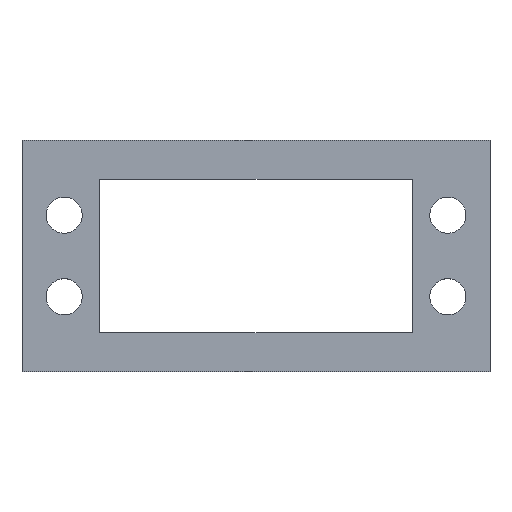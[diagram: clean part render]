
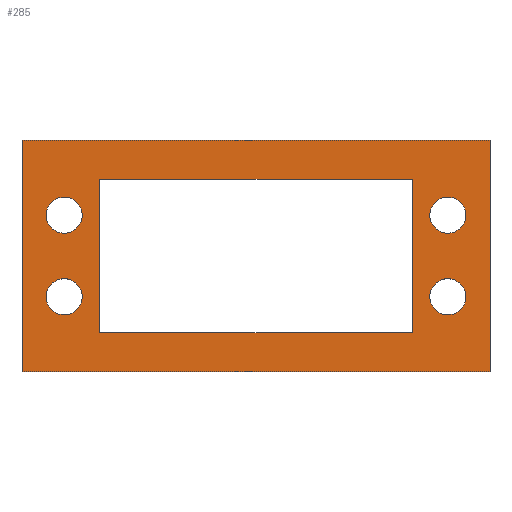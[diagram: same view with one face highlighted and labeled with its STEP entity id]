
A CAD part, top view. The second image highlights one B-rep face of the part: STEP entity #285.
In plain terms, the highlighted planar face has unit normal (0, 0, 1).
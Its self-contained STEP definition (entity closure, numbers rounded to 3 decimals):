
#15=FACE_BOUND('',#62,.T.);
#16=FACE_BOUND('',#63,.T.);
#17=FACE_BOUND('',#64,.T.);
#18=FACE_BOUND('',#65,.T.);
#19=FACE_BOUND('',#66,.T.);
#33=PLANE('',#321);
#47=FACE_OUTER_BOUND('',#61,.T.);
#61=EDGE_LOOP('',(#245,#246,#247,#248));
#62=EDGE_LOOP('',(#249,#250,#251,#252));
#63=EDGE_LOOP('',(#253));
#64=EDGE_LOOP('',(#254));
#65=EDGE_LOOP('',(#255));
#66=EDGE_LOOP('',(#256));
#79=LINE('',#429,#107);
#82=LINE('',#435,#110);
#85=LINE('',#441,#113);
#88=LINE('',#445,#116);
#91=LINE('',#453,#119);
#94=LINE('',#459,#122);
#97=LINE('',#465,#125);
#100=LINE('',#469,#128);
#107=VECTOR('',#357,10.);
#110=VECTOR('',#362,10.);
#113=VECTOR('',#367,10.);
#116=VECTOR('',#372,10.);
#119=VECTOR('',#377,10.);
#122=VECTOR('',#382,10.);
#125=VECTOR('',#387,10.);
#128=VECTOR('',#392,10.);
#129=CIRCLE('',#302,2.325);
#131=CIRCLE('',#305,2.325);
#133=CIRCLE('',#308,2.325);
#135=CIRCLE('',#311,2.325);
#137=VERTEX_POINT('',#399);
#139=VERTEX_POINT('',#405);
#141=VERTEX_POINT('',#411);
#143=VERTEX_POINT('',#417);
#147=VERTEX_POINT('',#426);
#148=VERTEX_POINT('',#428);
#150=VERTEX_POINT('',#434);
#152=VERTEX_POINT('',#440);
#155=VERTEX_POINT('',#450);
#156=VERTEX_POINT('',#452);
#158=VERTEX_POINT('',#458);
#160=VERTEX_POINT('',#464);
#161=EDGE_CURVE('',#137,#137,#129,.T.);
#164=EDGE_CURVE('',#139,#139,#131,.T.);
#167=EDGE_CURVE('',#141,#141,#133,.T.);
#170=EDGE_CURVE('',#143,#143,#135,.T.);
#175=EDGE_CURVE('',#148,#147,#79,.T.);
#178=EDGE_CURVE('',#150,#148,#82,.T.);
#181=EDGE_CURVE('',#152,#150,#85,.T.);
#184=EDGE_CURVE('',#147,#152,#88,.T.);
#187=EDGE_CURVE('',#156,#155,#91,.T.);
#190=EDGE_CURVE('',#158,#156,#94,.T.);
#193=EDGE_CURVE('',#160,#158,#97,.T.);
#196=EDGE_CURVE('',#155,#160,#100,.T.);
#245=ORIENTED_EDGE('',*,*,#196,.T.);
#246=ORIENTED_EDGE('',*,*,#193,.T.);
#247=ORIENTED_EDGE('',*,*,#190,.T.);
#248=ORIENTED_EDGE('',*,*,#187,.T.);
#249=ORIENTED_EDGE('',*,*,#184,.T.);
#250=ORIENTED_EDGE('',*,*,#181,.T.);
#251=ORIENTED_EDGE('',*,*,#178,.T.);
#252=ORIENTED_EDGE('',*,*,#175,.T.);
#253=ORIENTED_EDGE('',*,*,#170,.T.);
#254=ORIENTED_EDGE('',*,*,#167,.T.);
#255=ORIENTED_EDGE('',*,*,#164,.T.);
#256=ORIENTED_EDGE('',*,*,#161,.T.);
#285=ADVANCED_FACE('',(#47,#15,#16,#17,#18,#19),#33,.T.);
#302=AXIS2_PLACEMENT_3D('',#400,#327,#328);
#305=AXIS2_PLACEMENT_3D('',#406,#334,#335);
#308=AXIS2_PLACEMENT_3D('',#412,#341,#342);
#311=AXIS2_PLACEMENT_3D('',#418,#348,#349);
#321=AXIS2_PLACEMENT_3D('',#470,#393,#394);
#327=DIRECTION('center_axis',(0.,0.,-1.));
#328=DIRECTION('ref_axis',(1.,0.,0.));
#334=DIRECTION('center_axis',(0.,0.,-1.));
#335=DIRECTION('ref_axis',(1.,0.,0.));
#341=DIRECTION('center_axis',(0.,0.,-1.));
#342=DIRECTION('ref_axis',(1.,0.,0.));
#348=DIRECTION('center_axis',(0.,0.,-1.));
#349=DIRECTION('ref_axis',(1.,0.,0.));
#357=DIRECTION('',(0.,-1.,0.));
#362=DIRECTION('',(1.,0.,0.));
#367=DIRECTION('',(0.,1.,0.));
#372=DIRECTION('',(-1.,0.,0.));
#377=DIRECTION('',(0.,-1.,0.));
#382=DIRECTION('',(-1.,0.,0.));
#387=DIRECTION('',(0.,1.,0.));
#392=DIRECTION('',(1.,0.,0.));
#393=DIRECTION('center_axis',(0.,0.,1.));
#394=DIRECTION('ref_axis',(1.,0.,0.));
#399=CARTESIAN_POINT('',(52.5,9.625,3.));
#400=CARTESIAN_POINT('Origin',(54.825,9.625,3.));
#405=CARTESIAN_POINT('',(52.5,20.125,3.));
#406=CARTESIAN_POINT('Origin',(54.825,20.125,3.));
#411=CARTESIAN_POINT('',(3.1,9.625,3.));
#412=CARTESIAN_POINT('Origin',(5.425,9.625,3.));
#417=CARTESIAN_POINT('',(3.1,20.125,3.));
#418=CARTESIAN_POINT('Origin',(5.425,20.125,3.));
#426=CARTESIAN_POINT('',(50.25,5.,3.));
#428=CARTESIAN_POINT('',(50.25,24.75,3.));
#429=CARTESIAN_POINT('',(50.25,24.75,3.));
#434=CARTESIAN_POINT('',(10.,24.75,3.));
#435=CARTESIAN_POINT('',(10.,24.75,3.));
#440=CARTESIAN_POINT('',(10.,5.,3.));
#441=CARTESIAN_POINT('',(10.,5.,3.));
#445=CARTESIAN_POINT('',(50.25,5.,3.));
#450=CARTESIAN_POINT('',(0.,0.,3.));
#452=CARTESIAN_POINT('',(0.,29.75,3.));
#453=CARTESIAN_POINT('',(0.,0.,3.));
#458=CARTESIAN_POINT('',(60.25,29.75,3.));
#459=CARTESIAN_POINT('',(0.,29.75,3.));
#464=CARTESIAN_POINT('',(60.25,0.,3.));
#465=CARTESIAN_POINT('',(60.25,29.75,3.));
#469=CARTESIAN_POINT('',(60.25,0.,3.));
#470=CARTESIAN_POINT('Origin',(30.125,14.875,3.));
